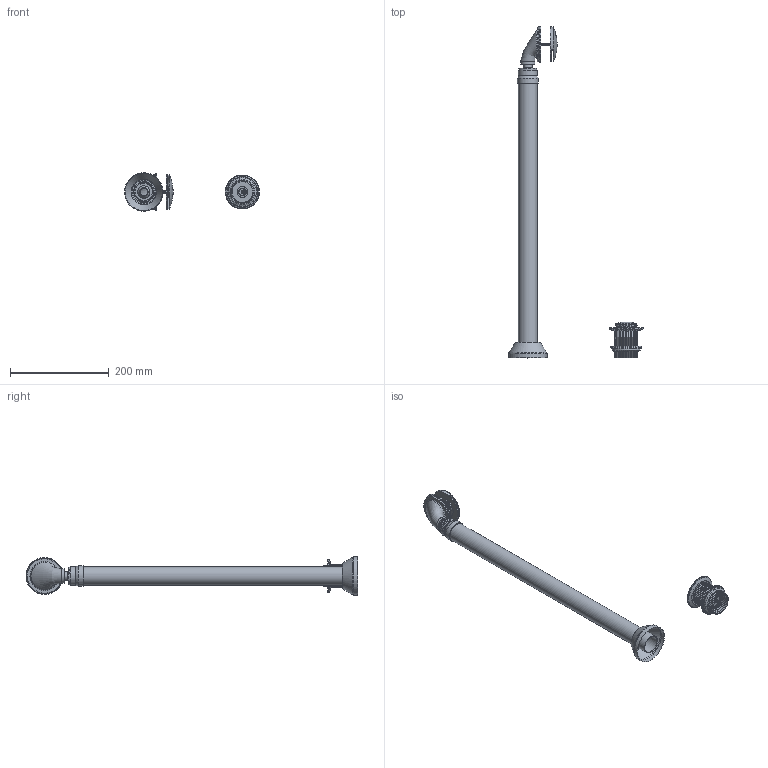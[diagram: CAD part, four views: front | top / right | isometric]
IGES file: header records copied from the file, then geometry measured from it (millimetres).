
Global section: file name: CW11 v20150626; native system: AutoCAD 2016 - English; preprocessor: Autodesk Translation Framework DWG producer (atf_dwg_producer); organization: unknown; date: 20170221.112015; units: millimetre
Bounding box: 273.5 x 673.5 x 77.94 mm (x, y, z)
Volume: 214135.8 mm3; surface area: 256478.1 mm2
Topology: 18 solids, 18 shells, 712 faces, 2002 edges, 1384 vertices
Faces by surface type: bspline 712
